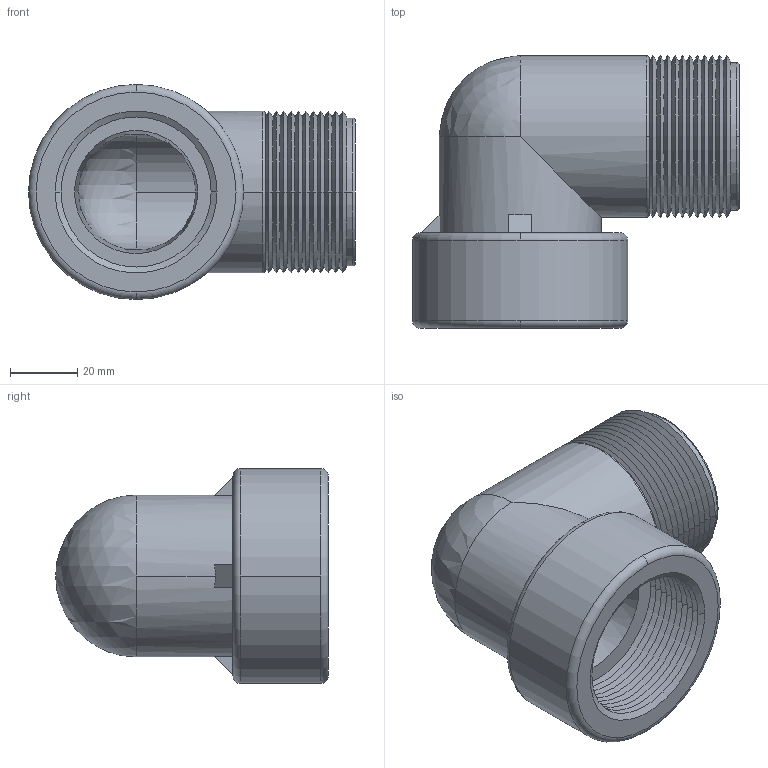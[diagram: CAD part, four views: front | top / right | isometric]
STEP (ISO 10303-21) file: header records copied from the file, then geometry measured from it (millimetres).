
FILE_DESCRIPTION((''),'2;1');
FILE_NAME('SL150-90.stp','2013-02-14T11:10:22',(''),(''),'Mechanical Desktop 2009','Mechanical Desktop 2009',', , ');
FILE_SCHEMA(('CONFIG_CONTROL_DESIGN'));
Length unit declared in the file: inch
Products named in the file (2): SL150-90; PART1
Assembly tree (1 placements, depth 2):
  SL150-90
    PART1
Bounding box: 97.49 x 81.28 x 64.16 mm (x, y, z)
Volume: 123726.3 mm3; surface area: 43312.8 mm2
Topology: 1 solids, 1 shells, 121 faces, 271 edges, 152 vertices
Faces by surface type: cone 86, plane 15, cylinder 10, torus 8, sphere 2
Entity records: 3466 total; most frequent: DIRECTION 659, CARTESIAN_POINT 592, ORIENTED_EDGE 534, AXIS2_PLACEMENT_3D 271, EDGE_CURVE 267, VERTEX_POINT 152, CIRCLE 142, EDGE_LOOP 127
